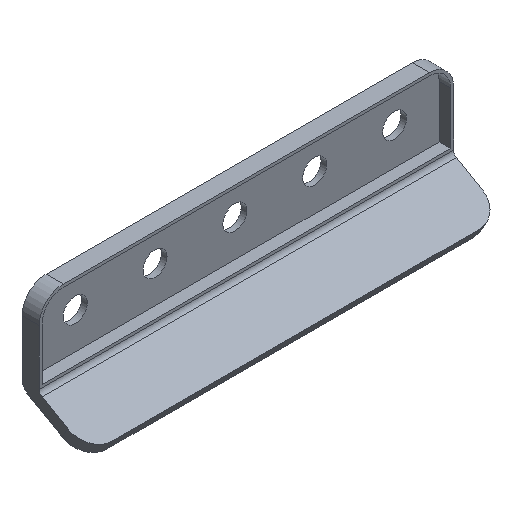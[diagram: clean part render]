
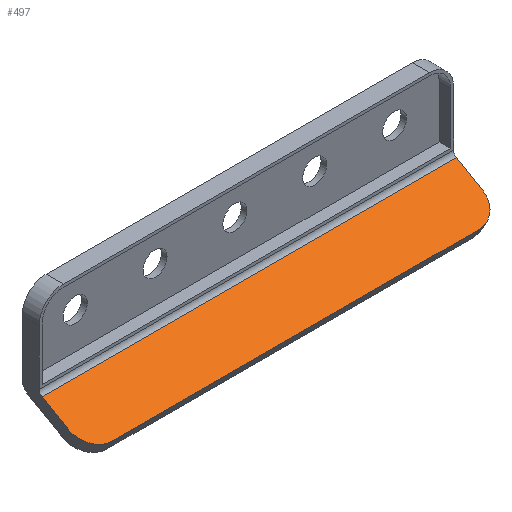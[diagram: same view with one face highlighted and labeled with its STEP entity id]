
A CAD part, isometric view. The second image highlights one B-rep face of the part: STEP entity #497.
In plain terms, the highlighted planar face has unit normal (0, -0.5, 0.866).
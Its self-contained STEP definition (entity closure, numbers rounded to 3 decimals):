
#56=FACE_OUTER_BOUND('',#88,.T.);
#88=EDGE_LOOP('',(#422,#423,#424,#425,#426,#427));
#119=CIRCLE('',#551,8.4);
#120=CIRCLE('',#553,8.4);
#133=LINE('',#753,#176);
#145=LINE('',#787,#188);
#146=LINE('',#790,#189);
#164=LINE('',#838,#207);
#176=VECTOR('',#601,10.);
#188=VECTOR('',#627,10.);
#189=VECTOR('',#630,10.);
#207=VECTOR('',#688,10.);
#225=VERTEX_POINT('',#746);
#228=VERTEX_POINT('',#751);
#243=VERTEX_POINT('',#785);
#244=VERTEX_POINT('',#789);
#251=VERTEX_POINT('',#822);
#252=VERTEX_POINT('',#826);
#274=EDGE_CURVE('',#228,#225,#133,.T.);
#291=EDGE_CURVE('',#243,#228,#145,.T.);
#292=EDGE_CURVE('',#244,#225,#146,.T.);
#309=EDGE_CURVE('',#244,#251,#119,.T.);
#311=EDGE_CURVE('',#252,#243,#120,.T.);
#317=EDGE_CURVE('',#251,#252,#164,.T.);
#422=ORIENTED_EDGE('',*,*,#274,.F.);
#423=ORIENTED_EDGE('',*,*,#291,.F.);
#424=ORIENTED_EDGE('',*,*,#311,.F.);
#425=ORIENTED_EDGE('',*,*,#317,.F.);
#426=ORIENTED_EDGE('',*,*,#309,.F.);
#427=ORIENTED_EDGE('',*,*,#292,.T.);
#476=PLANE('',#558);
#497=ADVANCED_FACE('',(#56),#476,.T.);
#551=AXIS2_PLACEMENT_3D('',#823,#668,#669);
#553=AXIS2_PLACEMENT_3D('',#827,#673,#674);
#558=AXIS2_PLACEMENT_3D('',#837,#686,#687);
#601=DIRECTION('',(1.,0.,0.));
#627=DIRECTION('',(0.,0.866,0.5));
#630=DIRECTION('',(0.,0.866,0.5));
#668=DIRECTION('center_axis',(0.,0.5,-0.866));
#669=DIRECTION('ref_axis',(0.707,-0.612,-0.354));
#673=DIRECTION('center_axis',(0.,0.5,-0.866));
#674=DIRECTION('ref_axis',(-0.707,-0.612,-0.354));
#686=DIRECTION('center_axis',(0.,-0.5,0.866));
#687=DIRECTION('ref_axis',(0.,0.866,0.5));
#688=DIRECTION('',(-1.,0.,0.));
#746=CARTESIAN_POINT('',(116.179,-3.,-12.37));
#751=CARTESIAN_POINT('',(-28.821,-3.,-12.37));
#753=CARTESIAN_POINT('',(79.929,-3.,-12.37));
#785=CARTESIAN_POINT('',(-28.821,-12.062,-17.602));
#787=CARTESIAN_POINT('',(-28.821,-19.337,-21.802));
#789=CARTESIAN_POINT('',(116.179,-12.062,-17.602));
#790=CARTESIAN_POINT('',(116.179,-19.337,-21.802));
#822=CARTESIAN_POINT('',(107.779,-19.337,-21.802));
#823=CARTESIAN_POINT('Origin',(107.779,-12.062,-17.602));
#826=CARTESIAN_POINT('',(-20.421,-19.337,-21.802));
#827=CARTESIAN_POINT('Origin',(-20.421,-12.062,-17.602));
#837=CARTESIAN_POINT('Origin',(116.179,-19.337,-21.802));
#838=CARTESIAN_POINT('',(116.179,-19.337,-21.802));
